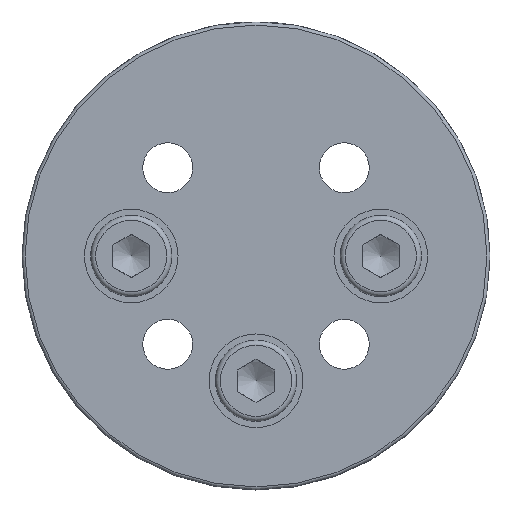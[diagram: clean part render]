
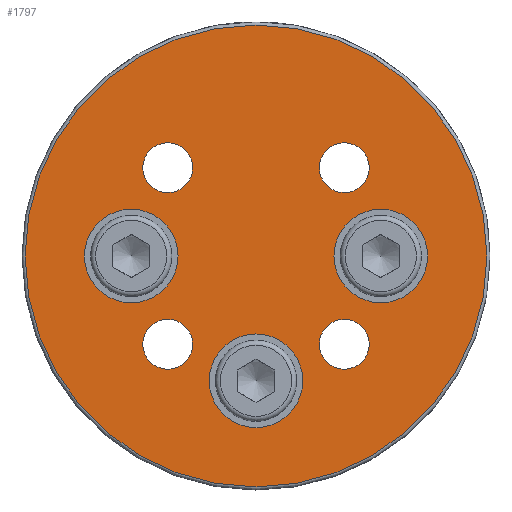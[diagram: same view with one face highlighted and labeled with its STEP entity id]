
A CAD part, front view. The second image highlights one B-rep face of the part: STEP entity #1797.
In plain terms, the highlighted planar face has unit normal (0, -1, 0).
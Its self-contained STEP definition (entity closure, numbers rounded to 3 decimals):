
#188=FACE_BOUND('',#405,.T.);
#189=FACE_BOUND('',#406,.T.);
#190=FACE_BOUND('',#407,.T.);
#191=FACE_BOUND('',#408,.T.);
#192=FACE_BOUND('',#409,.T.);
#193=FACE_BOUND('',#410,.T.);
#194=FACE_BOUND('',#411,.T.);
#219=PLANE('',#2034);
#294=FACE_OUTER_BOUND('',#404,.T.);
#404=EDGE_LOOP('',(#1402));
#405=EDGE_LOOP('',(#1403));
#406=EDGE_LOOP('',(#1404));
#407=EDGE_LOOP('',(#1405));
#408=EDGE_LOOP('',(#1406));
#409=EDGE_LOOP('',(#1407));
#410=EDGE_LOOP('',(#1408));
#411=EDGE_LOOP('',(#1409));
#729=CIRCLE('',#1968,4.);
#731=CIRCLE('',#1971,4.);
#733=CIRCLE('',#1974,4.);
#735=CIRCLE('',#1977,4.);
#740=CIRCLE('',#1986,7.5);
#744=CIRCLE('',#1993,7.5);
#748=CIRCLE('',#2000,7.5);
#766=CIRCLE('',#2032,37.);
#843=VERTEX_POINT('',#2784);
#845=VERTEX_POINT('',#2790);
#847=VERTEX_POINT('',#2796);
#849=VERTEX_POINT('',#2802);
#854=VERTEX_POINT('',#2818);
#858=VERTEX_POINT('',#2831);
#862=VERTEX_POINT('',#2844);
#888=VERTEX_POINT('',#3120);
#1012=EDGE_CURVE('',#843,#843,#729,.T.);
#1015=EDGE_CURVE('',#845,#845,#731,.T.);
#1018=EDGE_CURVE('',#847,#847,#733,.T.);
#1021=EDGE_CURVE('',#849,#849,#735,.T.);
#1028=EDGE_CURVE('',#854,#854,#740,.T.);
#1034=EDGE_CURVE('',#858,#858,#744,.T.);
#1040=EDGE_CURVE('',#862,#862,#748,.T.);
#1080=EDGE_CURVE('',#888,#888,#766,.T.);
#1402=ORIENTED_EDGE('',*,*,#1080,.T.);
#1403=ORIENTED_EDGE('',*,*,#1012,.T.);
#1404=ORIENTED_EDGE('',*,*,#1015,.T.);
#1405=ORIENTED_EDGE('',*,*,#1018,.T.);
#1406=ORIENTED_EDGE('',*,*,#1021,.T.);
#1407=ORIENTED_EDGE('',*,*,#1028,.T.);
#1408=ORIENTED_EDGE('',*,*,#1034,.T.);
#1409=ORIENTED_EDGE('',*,*,#1040,.T.);
#1797=ADVANCED_FACE('',(#294,#188,#189,#190,#191,#192,#193,#194),#219,.T.);
#1968=AXIS2_PLACEMENT_3D('',#2786,#2221,#2222);
#1971=AXIS2_PLACEMENT_3D('',#2792,#2228,#2229);
#1974=AXIS2_PLACEMENT_3D('',#2798,#2235,#2236);
#1977=AXIS2_PLACEMENT_3D('',#2804,#2242,#2243);
#1986=AXIS2_PLACEMENT_3D('',#2820,#2262,#2263);
#1993=AXIS2_PLACEMENT_3D('',#2833,#2278,#2279);
#2000=AXIS2_PLACEMENT_3D('',#2846,#2294,#2295);
#2032=AXIS2_PLACEMENT_3D('',#3121,#2367,#2368);
#2034=AXIS2_PLACEMENT_3D('',#3123,#2371,#2372);
#2221=DIRECTION('center_axis',(0.,1.,0.));
#2222=DIRECTION('ref_axis',(1.,0.,0.));
#2228=DIRECTION('center_axis',(0.,1.,0.));
#2229=DIRECTION('ref_axis',(1.,0.,0.));
#2235=DIRECTION('center_axis',(0.,1.,0.));
#2236=DIRECTION('ref_axis',(1.,0.,0.));
#2242=DIRECTION('center_axis',(0.,1.,0.));
#2243=DIRECTION('ref_axis',(1.,0.,0.));
#2262=DIRECTION('center_axis',(0.,1.,0.));
#2263=DIRECTION('ref_axis',(1.,0.,0.));
#2278=DIRECTION('center_axis',(0.,1.,0.));
#2279=DIRECTION('ref_axis',(1.,0.,0.));
#2294=DIRECTION('center_axis',(0.,1.,0.));
#2295=DIRECTION('ref_axis',(1.,0.,0.));
#2367=DIRECTION('center_axis',(0.,-1.,0.));
#2368=DIRECTION('ref_axis',(1.,0.,0.));
#2371=DIRECTION('center_axis',(0.,-1.,0.));
#2372=DIRECTION('ref_axis',(0.,0.,-1.));
#2784=CARTESIAN_POINT('',(10.142,0.,14.142));
#2786=CARTESIAN_POINT('Origin',(14.142,0.,14.142));
#2790=CARTESIAN_POINT('',(-18.142,0.,14.142));
#2792=CARTESIAN_POINT('Origin',(-14.142,0.,14.142));
#2796=CARTESIAN_POINT('',(10.142,0.,-14.142));
#2798=CARTESIAN_POINT('Origin',(14.142,0.,-14.142));
#2802=CARTESIAN_POINT('',(-18.142,0.,-14.142));
#2804=CARTESIAN_POINT('Origin',(-14.142,0.,-14.142));
#2818=CARTESIAN_POINT('',(-27.5,0.,0.));
#2820=CARTESIAN_POINT('Origin',(-20.,0.,0.));
#2831=CARTESIAN_POINT('',(12.5,0.,0.));
#2833=CARTESIAN_POINT('Origin',(20.,0.,0.));
#2844=CARTESIAN_POINT('',(-7.5,0.,-20.));
#2846=CARTESIAN_POINT('Origin',(0.,0.,-20.));
#3120=CARTESIAN_POINT('',(0.,0.,37.));
#3121=CARTESIAN_POINT('Origin',(0.,0.,0.));
#3123=CARTESIAN_POINT('Origin',(0.,0.,0.));
